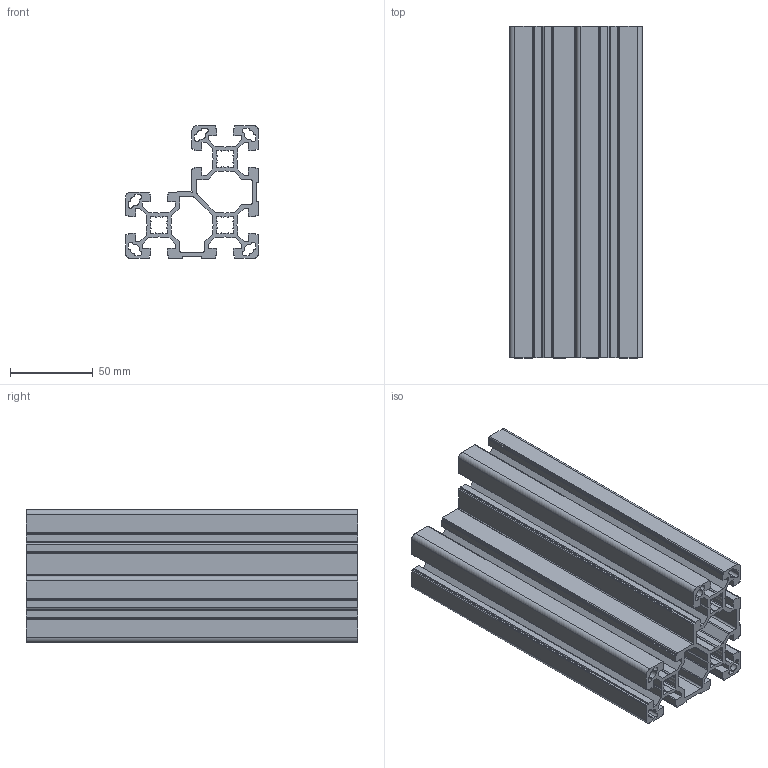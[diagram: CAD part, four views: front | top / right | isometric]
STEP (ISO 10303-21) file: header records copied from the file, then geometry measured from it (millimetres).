
FILE_DESCRIPTION(/* description */ ('Aluminiumprofil 40x80x80L'),/* implementation_level */ '2;1');
FILE_NAME(/* name */ 'Syskomp 411993193 Aluminiumprofil 40x80x80L.stp',/* time_stamp */ '2017-02-06T11:44:57+01:00',/* author */ ('wheldmann'),/* organization */ (''),/* preprocessor_version */ 'ST-DEVELOPER v16.1',/* originating_system */ 'Autodesk Inventor 2016',/* authorisation */ ' ');
FILE_SCHEMA (('AUTOMOTIVE_DESIGN { 1 0 10303 214 3 1 1 }'));
Length unit declared in the file: millimetre
Products named in the file (1): 411993193 Aluminiumprofil 40x80x80L - 200
Bounding box: 80 x 200 x 80 mm (x, y, z)
Volume: 308587.5 mm3; surface area: 225436.1 mm2
Topology: 1 solids, 1 shells, 398 faces, 1188 edges, 792 vertices
Faces by surface type: plane 266, cylinder 132
Entity records: 13420 total; most frequent: CARTESIAN_POINT 2379, ORIENTED_EDGE 2376, DIRECTION 2250, EDGE_CURVE 1188, LINE 924, VECTOR 924, VERTEX_POINT 792, AXIS2_PLACEMENT_3D 663
